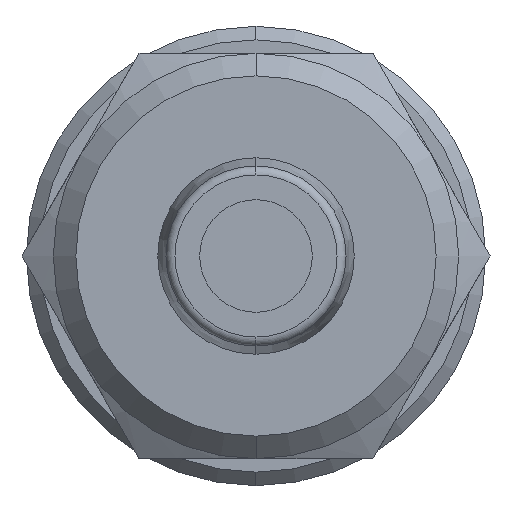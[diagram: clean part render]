
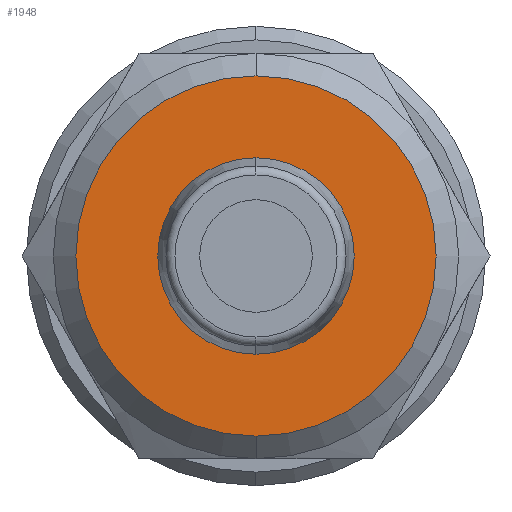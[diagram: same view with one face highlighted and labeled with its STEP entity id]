
A CAD part, front view. The second image highlights one B-rep face of the part: STEP entity #1948.
In plain terms, the highlighted planar face has unit normal (0, -1, 0).
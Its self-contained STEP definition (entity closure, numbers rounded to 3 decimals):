
#112 = AXIS2_PLACEMENT_3D ( 'NONE', #571, #572, #573 ) ;
#113 = CIRCLE ( 'NONE', #112, 2.181 ) ;
#143 = AXIS2_PLACEMENT_3D ( 'NONE', #466, #467, #468 ) ;
#279 = AXIS2_PLACEMENT_3D ( 'NONE', #1056, #1057, #1058 ) ;
#280 = CIRCLE ( 'NONE', #279, 4. ) ;
#281 = AXIS2_PLACEMENT_3D ( 'NONE', #1053, #1054, #1055 ) ;
#283 = CIRCLE ( 'NONE', #281, 2.181 ) ;
#377 = CARTESIAN_POINT ( 'NONE',  ( 0., -15., 0. ) ) ;
#378 = DIRECTION ( 'NONE',  ( 0., 1., 0. ) ) ;
#379 = DIRECTION ( 'NONE',  ( 0., 0., -1. ) ) ;
#465 = PLANE ( 'NONE',  #143 ) ;
#466 = CARTESIAN_POINT ( 'NONE',  ( -4., -15., 0. ) ) ;
#467 = DIRECTION ( 'NONE',  ( 0., -1., 0. ) ) ;
#468 = DIRECTION ( 'NONE',  ( 0., 0., 1. ) ) ;
#571 = CARTESIAN_POINT ( 'NONE',  ( 0., -15., 0. ) ) ;
#572 = DIRECTION ( 'NONE',  ( 0., 1., 0. ) ) ;
#573 = DIRECTION ( 'NONE',  ( 0., 0., -1. ) ) ;
#921 = ORIENTED_EDGE ( 'NONE', *, *, #1991, .F. ) ;
#922 = ORIENTED_EDGE ( 'NONE', *, *, #1849, .F. ) ;
#923 = ORIENTED_EDGE ( 'NONE', *, *, #1971, .T. ) ;
#924 = ORIENTED_EDGE ( 'NONE', *, *, #1848, .T. ) ;
#1053 = CARTESIAN_POINT ( 'NONE',  ( 0., -15., 0. ) ) ;
#1054 = DIRECTION ( 'NONE',  ( 0., 1., 0. ) ) ;
#1055 = DIRECTION ( 'NONE',  ( 0., 0., -1. ) ) ;
#1056 = CARTESIAN_POINT ( 'NONE',  ( 0., -15., 0. ) ) ;
#1057 = DIRECTION ( 'NONE',  ( 0., 1., 0. ) ) ;
#1058 = DIRECTION ( 'NONE',  ( 0., 0., -1. ) ) ;
#1232 = VERTEX_POINT ( 'NONE', #2576 ) ;
#1235 = VERTEX_POINT ( 'NONE', #2573 ) ;
#1251 = VERTEX_POINT ( 'NONE', #2557 ) ;
#1252 = VERTEX_POINT ( 'NONE', #2556 ) ;
#1273 = EDGE_LOOP ( 'NONE', ( #923, #924 ) ) ;
#1274 = EDGE_LOOP ( 'NONE', ( #921, #922 ) ) ;
#1575 = FACE_OUTER_BOUND ( 'NONE', #1274, .T. ) ;
#1576 = FACE_BOUND ( 'NONE', #1273, .T. ) ;
#1848 = EDGE_CURVE ( 'NONE', #1252, #1251, #283, .T. ) ;
#1849 = EDGE_CURVE ( 'NONE', #1232, #1235, #280, .T. ) ;
#1948 = ADVANCED_FACE ( 'NONE', ( #1575, #1576 ), #465, .T. ) ;
#1971 = EDGE_CURVE ( 'NONE', #1251, #1252, #113, .T. ) ;
#1991 = EDGE_CURVE ( 'NONE', #1235, #1232, #2776, .T. ) ;
#2556 = CARTESIAN_POINT ( 'NONE',  ( 0., -15., 2.181 ) ) ;
#2557 = CARTESIAN_POINT ( 'NONE',  ( 0., -15., -2.181 ) ) ;
#2573 = CARTESIAN_POINT ( 'NONE',  ( 0., -15., -4. ) ) ;
#2576 = CARTESIAN_POINT ( 'NONE',  ( 0., -15., 4. ) ) ;
#2770 = AXIS2_PLACEMENT_3D ( 'NONE', #377, #378, #379 ) ;
#2776 = CIRCLE ( 'NONE', #2770, 4. ) ;
